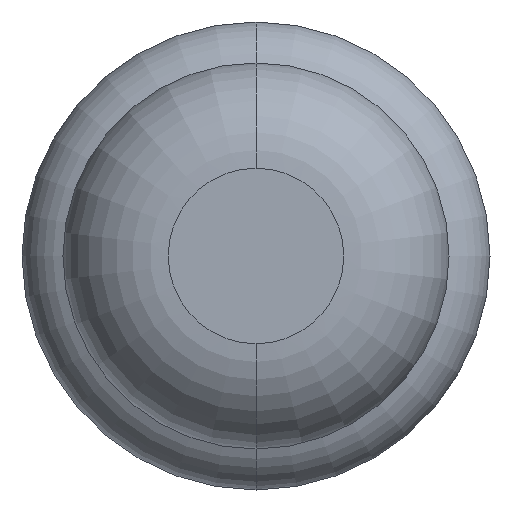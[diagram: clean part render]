
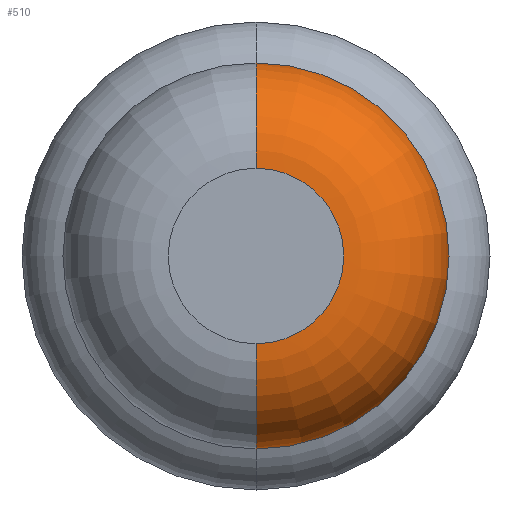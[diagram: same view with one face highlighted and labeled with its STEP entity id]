
A CAD part, front view. The second image highlights one B-rep face of the part: STEP entity #510.
In plain terms, the highlighted toroidal (fillet/blend) face has major radius 0.375 mm and minor radius 0.45 mm.
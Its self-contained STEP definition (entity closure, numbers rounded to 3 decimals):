
#30 = AXIS2_PLACEMENT_3D ( 'NONE', #3821, #2916, #831 ) ;
#100 = DIRECTION ( 'NONE',  ( 0., 0., 1. ) ) ;
#234 = CIRCLE ( 'NONE', #2931, 0.825 ) ;
#246 = CIRCLE ( 'NONE', #1058, 0.375 ) ;
#313 = CARTESIAN_POINT ( 'NONE',  ( 0., -30.4, 0.375 ) ) ;
#330 = EDGE_CURVE ( 'Defeature ausgef�hrt1_7+Defeature ausgef�hrt1_6+Defeature ausgef�hrt1_6+Defeature ausgef�hrt1_6', #333, #976, #234, .T. ) ;
#333 = VERTEX_POINT ( 'NONE', #1046 ) ;
#510 = ADVANCED_FACE ( 'Defeature ausgef�hrt1_6', ( #2268 ), #2963, .T. ) ;
#577 = ORIENTED_EDGE ( 'NONE', *, *, #1882, .T. ) ;
#598 = VERTEX_POINT ( 'NONE', #313 ) ;
#639 = ORIENTED_EDGE ( 'NONE', *, *, #330, .F. ) ;
#712 = EDGE_CURVE ( 'NONE', #598, #333, #823, .T. ) ;
#823 = CIRCLE ( 'NONE', #1867, 0.45 ) ;
#831 = DIRECTION ( 'NONE',  ( 0., 0., -1. ) ) ;
#951 = AXIS2_PLACEMENT_3D ( 'NONE', #2067, #1810, #2397 ) ;
#976 = VERTEX_POINT ( 'NONE', #1429 ) ;
#990 = CARTESIAN_POINT ( 'NONE',  ( 0., -30.4, -0.375 ) ) ;
#1003 = DIRECTION ( 'NONE',  ( 0., 1., 0. ) ) ;
#1016 = EDGE_CURVE ( 'NONE', #2532, #976, #2418, .T. ) ;
#1046 = CARTESIAN_POINT ( 'NONE',  ( 0., -29.95, 0.825 ) ) ;
#1058 = AXIS2_PLACEMENT_3D ( 'NONE', #2151, #1003, #100 ) ;
#1290 = CARTESIAN_POINT ( 'NONE',  ( 0., -29.95, 0.375 ) ) ;
#1429 = CARTESIAN_POINT ( 'NONE',  ( 0., -29.95, -0.825 ) ) ;
#1645 = CARTESIAN_POINT ( 'NONE',  ( 0., -29.95, 0. ) ) ;
#1696 = DIRECTION ( 'NONE',  ( 0., 1., 0. ) ) ;
#1810 = DIRECTION ( 'NONE',  ( 0., 1., 0. ) ) ;
#1867 = AXIS2_PLACEMENT_3D ( 'NONE', #1290, #2720, #1875 ) ;
#1875 = DIRECTION ( 'NONE',  ( 0., 0., 1. ) ) ;
#1882 = EDGE_CURVE ( 'Defeature ausgef�hrt1_6+Defeature ausgef�hrt1_5+Defeature ausgef�hrt1_5+Defeature ausgef�hrt1_5', #598, #2532, #246, .T. ) ;
#2043 = ORIENTED_EDGE ( 'NONE', *, *, #1016, .T. ) ;
#2067 = CARTESIAN_POINT ( 'NONE',  ( 0., -29.95, 0. ) ) ;
#2084 = ORIENTED_EDGE ( 'NONE', *, *, #712, .F. ) ;
#2151 = CARTESIAN_POINT ( 'NONE',  ( 0., -30.4, 0. ) ) ;
#2268 = FACE_OUTER_BOUND ( 'NONE', #3426, .T. ) ;
#2397 = DIRECTION ( 'NONE',  ( 0., 0., 1. ) ) ;
#2418 = CIRCLE ( 'NONE', #30, 0.45 ) ;
#2532 = VERTEX_POINT ( 'NONE', #990 ) ;
#2720 = DIRECTION ( 'NONE',  ( -1., 0., 0. ) ) ;
#2916 = DIRECTION ( 'NONE',  ( 1., 0., 0. ) ) ;
#2931 = AXIS2_PLACEMENT_3D ( 'NONE', #1645, #1696, #3813 ) ;
#2963 = TOROIDAL_SURFACE ( 'NONE', #951, 0.375, 0.45 ) ;
#3426 = EDGE_LOOP ( 'NONE', ( #577, #2043, #639, #2084 ) ) ;
#3813 = DIRECTION ( 'NONE',  ( 0., 0., 1. ) ) ;
#3821 = CARTESIAN_POINT ( 'NONE',  ( 0., -29.95, -0.375 ) ) ;
